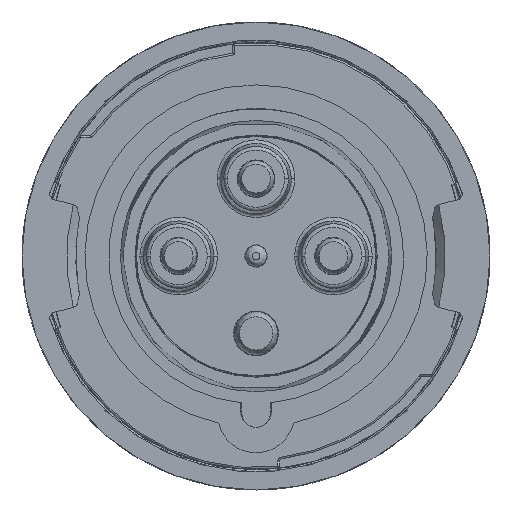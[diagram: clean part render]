
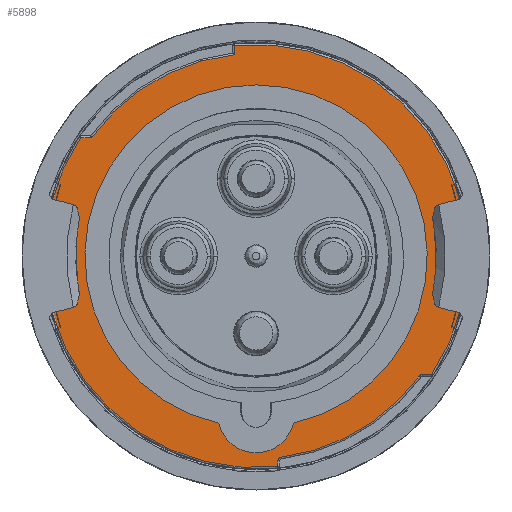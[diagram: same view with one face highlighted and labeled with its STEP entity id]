
A CAD part, front view. The second image highlights one B-rep face of the part: STEP entity #5898.
In plain terms, the highlighted planar face has unit normal (0, -1, 0).
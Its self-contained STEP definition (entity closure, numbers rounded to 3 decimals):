
#5898=ADVANCED_FACE('',(#13338,#13339),#6988,.T.);
#6988=PLANE('',#41965);
#8945=LINE('',#89895,#11016);
#8948=LINE('',#89950,#11019);
#8950=LINE('',#89968,#11021);
#8953=LINE('',#89977,#11024);
#11016=VECTOR('',#51288,1.);
#11019=VECTOR('',#51303,1.);
#11021=VECTOR('',#51321,1.);
#11024=VECTOR('',#51332,1.);
#12662=CIRCLE('',#41901,55.625);
#12664=CIRCLE('',#41905,55.625);
#12682=CIRCLE('',#41931,58.1);
#12694=CIRCLE('',#41957,1.);
#12695=CIRCLE('',#41959,1.);
#12696=CIRCLE('',#41961,39.5);
#12698=CIRCLE('',#41964,58.1);
#13338=FACE_BOUND('',#15906,.T.);
#13339=FACE_BOUND('',#15907,.T.);
#15906=EDGE_LOOP('',(#26638,#26639,#26640,#26641,#26642,#26643,#26644,#26645,
#26646,#26647));
#15907=EDGE_LOOP('',(#26648));
#26638=ORIENTED_EDGE('',*,*,#36392,.F.);
#26639=ORIENTED_EDGE('',*,*,#36343,.T.);
#26640=ORIENTED_EDGE('',*,*,#36389,.T.);
#26641=ORIENTED_EDGE('',*,*,#36336,.T.);
#26642=ORIENTED_EDGE('',*,*,#36388,.T.);
#26643=ORIENTED_EDGE('',*,*,#36348,.T.);
#26644=ORIENTED_EDGE('',*,*,#36368,.F.);
#26645=ORIENTED_EDGE('',*,*,#36335,.T.);
#26646=ORIENTED_EDGE('',*,*,#36331,.T.);
#26647=ORIENTED_EDGE('',*,*,#36326,.T.);
#26648=ORIENTED_EDGE('',*,*,#36390,.T.);
#30845=VERTEX_POINT('',#89896);
#30846=VERTEX_POINT('',#89897);
#30850=VERTEX_POINT('',#89925);
#30851=VERTEX_POINT('',#89947);
#30853=VERTEX_POINT('',#89953);
#30854=VERTEX_POINT('',#89954);
#30857=VERTEX_POINT('',#89962);
#30860=VERTEX_POINT('',#89967);
#30863=VERTEX_POINT('',#89978);
#30864=VERTEX_POINT('',#89979);
#30883=VERTEX_POINT('',#90061);
#36326=EDGE_CURVE('',#30845,#30846,#8945,.T.);
#36331=EDGE_CURVE('',#30850,#30845,#12662,.T.);
#36335=EDGE_CURVE('',#30851,#30850,#8948,.T.);
#36336=EDGE_CURVE('',#30853,#30854,#12664,.T.);
#36343=EDGE_CURVE('',#30857,#30860,#8950,.T.);
#36348=EDGE_CURVE('',#30863,#30864,#8953,.T.);
#36368=EDGE_CURVE('',#30851,#30864,#12682,.T.);
#36388=EDGE_CURVE('',#30854,#30863,#12694,.T.);
#36389=EDGE_CURVE('',#30860,#30853,#12695,.T.);
#36390=EDGE_CURVE('',#30883,#30883,#12696,.T.);
#36392=EDGE_CURVE('',#30857,#30846,#12698,.T.);
#41901=AXIS2_PLACEMENT_3D('',#89924,#51296,#51297);
#41905=AXIS2_PLACEMENT_3D('',#89952,#51306,#51307);
#41931=AXIS2_PLACEMENT_3D('',#90017,#51372,#51373);
#41957=AXIS2_PLACEMENT_3D('',#90056,#51432,#51433);
#41959=AXIS2_PLACEMENT_3D('',#90058,#51436,#51437);
#41961=AXIS2_PLACEMENT_3D('',#90060,#51440,#51441);
#41964=AXIS2_PLACEMENT_3D('',#90064,#51446,#51447);
#41965=AXIS2_PLACEMENT_3D('',#90065,#51448,#51449);
#51288=DIRECTION('',(-1.,0.,0.));
#51296=DIRECTION('',(0.,-1.,0.));
#51297=DIRECTION('',(0.,0.,1.));
#51303=DIRECTION('',(0.,0.,-1.));
#51306=DIRECTION('',(0.,-1.,0.));
#51307=DIRECTION('',(0.,0.,1.));
#51321=DIRECTION('',(0.,0.,1.));
#51332=DIRECTION('',(1.,0.,0.));
#51372=DIRECTION('',(0.,1.,0.));
#51373=DIRECTION('',(0.,0.,1.));
#51432=DIRECTION('',(0.,1.,0.));
#51433=DIRECTION('',(0.,0.,1.));
#51436=DIRECTION('',(0.,1.,0.));
#51437=DIRECTION('',(0.,0.,1.));
#51440=DIRECTION('',(0.,1.,0.));
#51441=DIRECTION('',(1.,0.,0.));
#51446=DIRECTION('',(0.,1.,0.));
#51447=DIRECTION('',(0.,0.,1.));
#51448=DIRECTION('',(0.,-1.,0.));
#51449=DIRECTION('',(0.,0.,1.));
#89895=CARTESIAN_POINT('',(-45.143,-146.765,32.5));
#89896=CARTESIAN_POINT('',(-45.143,-146.765,32.5));
#89897=CARTESIAN_POINT('',(-48.16,-146.765,32.5));
#89924=CARTESIAN_POINT('',(0.,-146.765,0.));
#89925=CARTESIAN_POINT('',(-6.,-146.765,55.3));
#89947=CARTESIAN_POINT('',(-6.,-146.765,57.789));
#89950=CARTESIAN_POINT('',(-6.,-146.765,57.789));
#89952=CARTESIAN_POINT('',(0.,-146.765,0.));
#89953=CARTESIAN_POINT('',(6.876,-146.765,-55.198));
#89954=CARTESIAN_POINT('',(44.846,-146.765,-32.908));
#89962=CARTESIAN_POINT('',(6.,-146.765,-57.789));
#89967=CARTESIAN_POINT('',(6.,-146.765,-56.191));
#89968=CARTESIAN_POINT('',(6.,-146.765,-57.789));
#89977=CARTESIAN_POINT('',(-117.2,-146.765,-32.5));
#89978=CARTESIAN_POINT('',(45.652,-146.765,-32.5));
#89979=CARTESIAN_POINT('',(48.16,-146.765,-32.5));
#90017=CARTESIAN_POINT('',(0.,-146.765,0.));
#90056=CARTESIAN_POINT('',(45.652,-146.765,-33.5));
#90058=CARTESIAN_POINT('',(7.,-146.765,-56.191));
#90060=CARTESIAN_POINT('',(0.,-146.765,0.));
#90061=CARTESIAN_POINT('',(39.5,-146.765,0.));
#90064=CARTESIAN_POINT('',(0.,-146.765,0.));
#90065=CARTESIAN_POINT('',(-117.2,-146.765,117.2));
